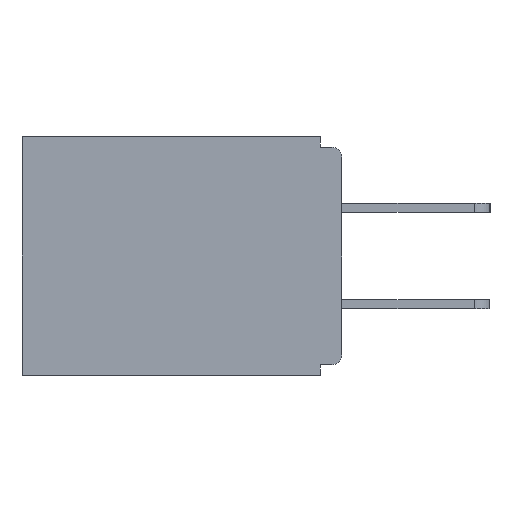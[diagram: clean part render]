
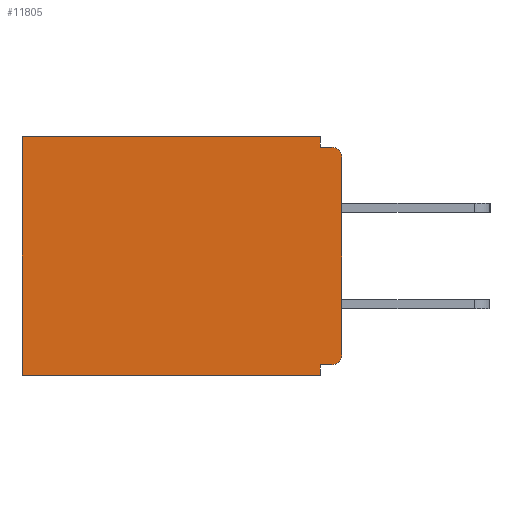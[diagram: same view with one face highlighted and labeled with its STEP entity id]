
A CAD part, left-side view. The second image highlights one B-rep face of the part: STEP entity #11805.
In plain terms, the highlighted planar face has unit normal (-1, 0, 0).
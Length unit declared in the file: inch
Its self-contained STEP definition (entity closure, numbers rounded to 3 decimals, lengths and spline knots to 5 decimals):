
#30 = DIRECTION ( 'NONE',  ( 1., 0., 0. ) ) ;
#216 = CARTESIAN_POINT ( 'NONE',  ( 0.298, 0.46, 0. ) ) ;
#237 = VERTEX_POINT ( 'NONE', #18949 ) ;
#353 = CARTESIAN_POINT ( 'NONE',  ( 0.298, 0., 0. ) ) ;
#402 = LINE ( 'NONE', #9684, #12314 ) ;
#647 = EDGE_CURVE ( 'NONE', #21414, #237, #1791, .T. ) ;
#1327 = DIRECTION ( 'NONE',  ( 0., 0., -1. ) ) ;
#1462 = EDGE_LOOP ( 'NONE', ( #16392, #15387, #7788, #3459, #14140, #4865, #17691, #19895, #7318, #13423 ) ) ;
#1791 = LINE ( 'NONE', #21416, #3960 ) ;
#1820 = VERTEX_POINT ( 'NONE', #216 ) ;
#1931 = DIRECTION ( 'NONE',  ( 0., 0., -1. ) ) ;
#2150 = EDGE_CURVE ( 'NONE', #19743, #21414, #14746, .T. ) ;
#2446 = EDGE_CURVE ( 'NONE', #17536, #3181, #402, .T. ) ;
#2566 = FACE_OUTER_BOUND ( 'NONE', #1462, .T. ) ;
#3181 = VERTEX_POINT ( 'NONE', #12448 ) ;
#3415 = EDGE_CURVE ( 'NONE', #8994, #6155, #5412, .T. ) ;
#3459 = ORIENTED_EDGE ( 'NONE', *, *, #20134, .T. ) ;
#3604 = CARTESIAN_POINT ( 'NONE',  ( 0.298, 0.46, 0. ) ) ;
#3960 = VECTOR ( 'NONE', #9798, 39.37008 ) ;
#4055 = DIRECTION ( 'NONE',  ( 0., -1., 0. ) ) ;
#4225 = VERTEX_POINT ( 'NONE', #5232 ) ;
#4294 = AXIS2_PLACEMENT_3D ( 'NONE', #13599, #30, #6996 ) ;
#4512 = LINE ( 'NONE', #10111, #5044 ) ;
#4865 = ORIENTED_EDGE ( 'NONE', *, *, #10152, .F. ) ;
#5044 = VECTOR ( 'NONE', #20368, 39.37008 ) ;
#5177 = DIRECTION ( 'NONE',  ( 0., 1., 0. ) ) ;
#5232 = CARTESIAN_POINT ( 'NONE',  ( 0.298, 0.015, -0.015 ) ) ;
#5412 = LINE ( 'NONE', #353, #7481 ) ;
#6155 = VERTEX_POINT ( 'NONE', #16838 ) ;
#6363 = DIRECTION ( 'NONE',  ( 0., 0., -1. ) ) ;
#6375 = CARTESIAN_POINT ( 'NONE',  ( 0.298, 0.015, -0.03 ) ) ;
#6516 = EDGE_CURVE ( 'NONE', #3181, #4225, #18394, .T. ) ;
#6701 = VERTEX_POINT ( 'NONE', #10349 ) ;
#6996 = DIRECTION ( 'NONE',  ( 0., 0., -1. ) ) ;
#7318 = ORIENTED_EDGE ( 'NONE', *, *, #7615, .T. ) ;
#7481 = VECTOR ( 'NONE', #1931, 39.37008 ) ;
#7615 = EDGE_CURVE ( 'NONE', #19743, #6155, #21824, .T. ) ;
#7788 = ORIENTED_EDGE ( 'NONE', *, *, #2446, .F. ) ;
#8994 = VERTEX_POINT ( 'NONE', #9565 ) ;
#9565 = CARTESIAN_POINT ( 'NONE',  ( 0.298, 0., -0.03 ) ) ;
#9684 = CARTESIAN_POINT ( 'NONE',  ( 0.298, 0.031, -0.343 ) ) ;
#9798 = DIRECTION ( 'NONE',  ( 0., 0., -1. ) ) ;
#10111 = CARTESIAN_POINT ( 'NONE',  ( 0.298, 0., -0.343 ) ) ;
#10152 = EDGE_CURVE ( 'NONE', #237, #6701, #4512, .T. ) ;
#10349 = CARTESIAN_POINT ( 'NONE',  ( 0.298, 0.46, -0.343 ) ) ;
#10397 = DIRECTION ( 'NONE',  ( 0., 0., -1. ) ) ;
#10524 = EDGE_CURVE ( 'NONE', #1820, #6701, #20699, .T. ) ;
#10730 = AXIS2_PLACEMENT_3D ( 'NONE', #16102, #20991, #17768 ) ;
#11618 = DIRECTION ( 'NONE',  ( 0., 1., 0. ) ) ;
#11805 = ADVANCED_FACE ( 'NONE', ( #2566 ), #17194, .F. ) ;
#12301 = VECTOR ( 'NONE', #5177, 39.37008 ) ;
#12314 = VECTOR ( 'NONE', #6363, 39.37008 ) ;
#12448 = CARTESIAN_POINT ( 'NONE',  ( 0.298, 0.031, -0.015 ) ) ;
#13423 = ORIENTED_EDGE ( 'NONE', *, *, #3415, .F. ) ;
#13599 = CARTESIAN_POINT ( 'NONE',  ( 0.298, 0., 0. ) ) ;
#13720 = CARTESIAN_POINT ( 'NONE',  ( 0.298, 0.031, -0.328 ) ) ;
#14013 = EDGE_CURVE ( 'NONE', #8994, #4225, #18399, .T. ) ;
#14140 = ORIENTED_EDGE ( 'NONE', *, *, #10524, .T. ) ;
#14184 = LINE ( 'NONE', #17042, #12301 ) ;
#14192 = CARTESIAN_POINT ( 'NONE',  ( 0.298, 0., -0.015 ) ) ;
#14220 = VECTOR ( 'NONE', #11618, 39.37008 ) ;
#14693 = CARTESIAN_POINT ( 'NONE',  ( 0.298, 0.031, 0. ) ) ;
#14746 = LINE ( 'NONE', #21835, #14220 ) ;
#15387 = ORIENTED_EDGE ( 'NONE', *, *, #6516, .F. ) ;
#16102 = CARTESIAN_POINT ( 'NONE',  ( 0.298, 0.015, -0.313 ) ) ;
#16195 = AXIS2_PLACEMENT_3D ( 'NONE', #6375, #18222, #1327 ) ;
#16392 = ORIENTED_EDGE ( 'NONE', *, *, #14013, .T. ) ;
#16838 = CARTESIAN_POINT ( 'NONE',  ( 0.298, 0., -0.313 ) ) ;
#16960 = VECTOR ( 'NONE', #10397, 39.37008 ) ;
#17042 = CARTESIAN_POINT ( 'NONE',  ( 0.298, 0., 0. ) ) ;
#17194 = PLANE ( 'NONE',  #4294 ) ;
#17536 = VERTEX_POINT ( 'NONE', #14693 ) ;
#17691 = ORIENTED_EDGE ( 'NONE', *, *, #647, .F. ) ;
#17768 = DIRECTION ( 'NONE',  ( 0., 0., -1. ) ) ;
#18222 = DIRECTION ( 'NONE',  ( -1., 0., 0. ) ) ;
#18394 = LINE ( 'NONE', #14192, #21639 ) ;
#18399 = CIRCLE ( 'NONE', #16195, 0.015 ) ;
#18517 = CARTESIAN_POINT ( 'NONE',  ( 0.298, 0.015, -0.328 ) ) ;
#18949 = CARTESIAN_POINT ( 'NONE',  ( 0.298, 0.031, -0.343 ) ) ;
#19743 = VERTEX_POINT ( 'NONE', #18517 ) ;
#19895 = ORIENTED_EDGE ( 'NONE', *, *, #2150, .F. ) ;
#20134 = EDGE_CURVE ( 'NONE', #17536, #1820, #14184, .T. ) ;
#20368 = DIRECTION ( 'NONE',  ( 0., 1., 0. ) ) ;
#20699 = LINE ( 'NONE', #3604, #16960 ) ;
#20991 = DIRECTION ( 'NONE',  ( -1., 0., 0. ) ) ;
#21414 = VERTEX_POINT ( 'NONE', #13720 ) ;
#21416 = CARTESIAN_POINT ( 'NONE',  ( 0.298, 0.031, -0.343 ) ) ;
#21639 = VECTOR ( 'NONE', #4055, 39.37008 ) ;
#21824 = CIRCLE ( 'NONE', #10730, 0.015 ) ;
#21835 = CARTESIAN_POINT ( 'NONE',  ( 0.298, 0., -0.328 ) ) ;
